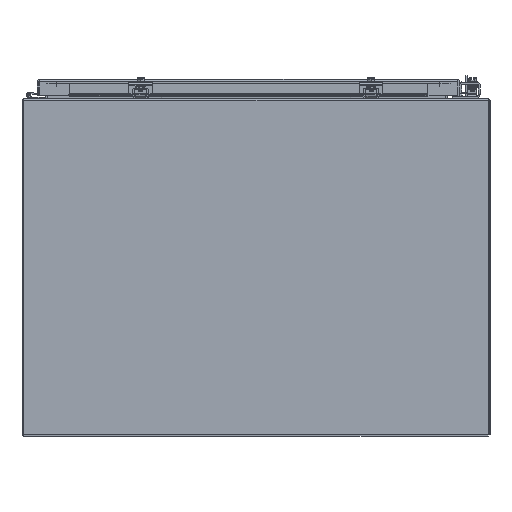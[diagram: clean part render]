
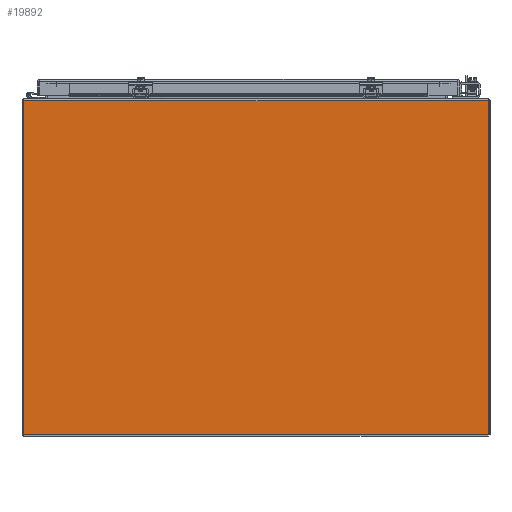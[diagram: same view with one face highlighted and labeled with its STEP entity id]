
A CAD part, front view. The second image highlights one B-rep face of the part: STEP entity #19892.
In plain terms, the highlighted face is planar.
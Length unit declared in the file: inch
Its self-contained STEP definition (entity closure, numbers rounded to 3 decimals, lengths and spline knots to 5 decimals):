
#744=PLANE($,#21085);
#1437=FACE_OUTER_BOUND($,#2524,.T.);
#2524=EDGE_LOOP($,(#13556,#13557,#13558,#13559));
#4614=LINE($,#29147,#6570);
#4620=LINE($,#29165,#6576);
#4623=LINE($,#29171,#6579);
#4624=LINE($,#29172,#6580);
#6570=VECTOR($,#23396,24.9376);
#6576=VECTOR($,#23420,17.90635);
#6579=VECTOR($,#23425,17.90635);
#6580=VECTOR($,#23426,24.9376);
#8448=VERTEX_POINT($,#29144);
#8449=VERTEX_POINT($,#29146);
#8452=VERTEX_POINT($,#29164);
#8454=VERTEX_POINT($,#29170);
#10426=EDGE_CURVE($,#8449,#8448,#4614,.T.);
#10435=EDGE_CURVE($,#8449,#8452,#4620,.T.);
#10438=EDGE_CURVE($,#8454,#8448,#4623,.T.);
#10439=EDGE_CURVE($,#8452,#8454,#4624,.T.);
#13556=ORIENTED_EDGE($,*,*,#10426,.T.);
#13557=ORIENTED_EDGE($,*,*,#10438,.F.);
#13558=ORIENTED_EDGE($,*,*,#10439,.F.);
#13559=ORIENTED_EDGE($,*,*,#10435,.F.);
#19892=ADVANCED_FACE($,(#1437),#744,.T.);
#21085=AXIS2_PLACEMENT_3D($,#29169,#23423,#23424);
#23396=DIRECTION($,(1.,0.,0.));
#23420=DIRECTION($,(0.,1.,0.));
#23423=DIRECTION('center_axis',(0.,0.,1.));
#23424=DIRECTION('ref_axis',(1.,0.,0.));
#23425=DIRECTION($,(0.,-1.,0.));
#23426=DIRECTION($,(1.,0.,0.));
#29144=CARTESIAN_POINT('',(12.4688,-8.8907,0.0937));
#29146=CARTESIAN_POINT('',(-12.4688,-8.8907,0.0937));
#29147=CARTESIAN_POINT($,(-6.2344,-8.8907,0.0937));
#29164=CARTESIAN_POINT('',(-12.4688,9.01565,0.0937));
#29165=CARTESIAN_POINT($,(-12.4688,-9.01565,0.0937));
#29169=CARTESIAN_POINT('Origin',(0.,0.,
0.0937));
#29170=CARTESIAN_POINT('',(12.4688,9.01565,0.0937));
#29171=CARTESIAN_POINT($,(12.4688,9.01565,0.0937));
#29172=CARTESIAN_POINT($,(-12.4688,9.01565,0.0937));
